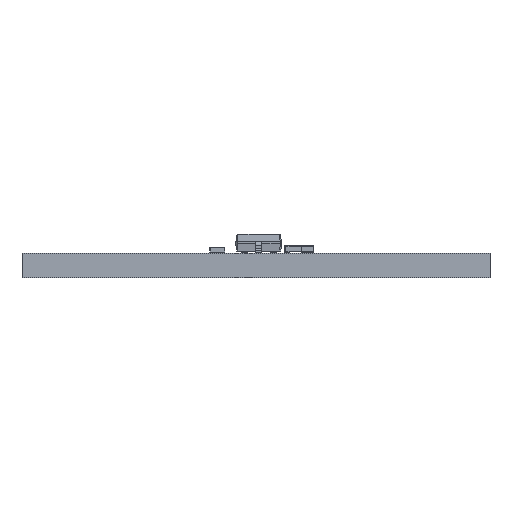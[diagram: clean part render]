
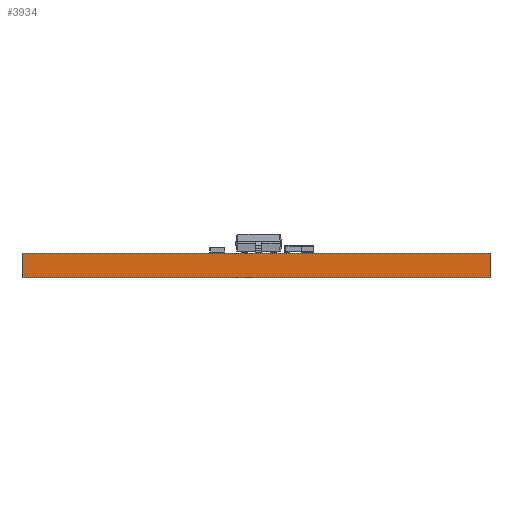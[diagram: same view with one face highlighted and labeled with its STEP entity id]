
A CAD part, front view. The second image highlights one B-rep face of the part: STEP entity #3934.
In plain terms, the highlighted planar face has unit normal (0, -1, 0).
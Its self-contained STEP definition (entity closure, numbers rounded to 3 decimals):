
#3878 = VERTEX_POINT('',#3879);
#3879 = CARTESIAN_POINT('',(183.72,-80.845,1.6));
#3885 = EDGE_CURVE('',#3886,#3878,#3888,.T.);
#3886 = VERTEX_POINT('',#3887);
#3887 = CARTESIAN_POINT('',(183.72,-80.845,0.));
#3888 = LINE('',#3889,#3890);
#3889 = CARTESIAN_POINT('',(183.72,-80.845,0.));
#3890 = VECTOR('',#3891,1.);
#3891 = DIRECTION('',(0.,0.,1.));
#3934 = ADVANCED_FACE('',(#3935),#3960,.T.);
#3935 = FACE_BOUND('',#3936,.T.);
#3936 = EDGE_LOOP('',(#3937,#3938,#3946,#3954));
#3937 = ORIENTED_EDGE('',*,*,#3885,.T.);
#3938 = ORIENTED_EDGE('',*,*,#3939,.T.);
#3939 = EDGE_CURVE('',#3878,#3940,#3942,.T.);
#3940 = VERTEX_POINT('',#3941);
#3941 = CARTESIAN_POINT('',(153.27,-80.845,1.6));
#3942 = LINE('',#3943,#3944);
#3943 = CARTESIAN_POINT('',(183.72,-80.845,1.6));
#3944 = VECTOR('',#3945,1.);
#3945 = DIRECTION('',(-1.,0.,0.));
#3946 = ORIENTED_EDGE('',*,*,#3947,.F.);
#3947 = EDGE_CURVE('',#3948,#3940,#3950,.T.);
#3948 = VERTEX_POINT('',#3949);
#3949 = CARTESIAN_POINT('',(153.27,-80.845,0.));
#3950 = LINE('',#3951,#3952);
#3951 = CARTESIAN_POINT('',(153.27,-80.845,0.));
#3952 = VECTOR('',#3953,1.);
#3953 = DIRECTION('',(0.,0.,1.));
#3954 = ORIENTED_EDGE('',*,*,#3955,.F.);
#3955 = EDGE_CURVE('',#3886,#3948,#3956,.T.);
#3956 = LINE('',#3957,#3958);
#3957 = CARTESIAN_POINT('',(183.72,-80.845,0.));
#3958 = VECTOR('',#3959,1.);
#3959 = DIRECTION('',(-1.,0.,0.));
#3960 = PLANE('',#3961);
#3961 = AXIS2_PLACEMENT_3D('',#3962,#3963,#3964);
#3962 = CARTESIAN_POINT('',(183.72,-80.845,0.));
#3963 = DIRECTION('',(0.,-1.,0.));
#3964 = DIRECTION('',(-1.,0.,0.));
